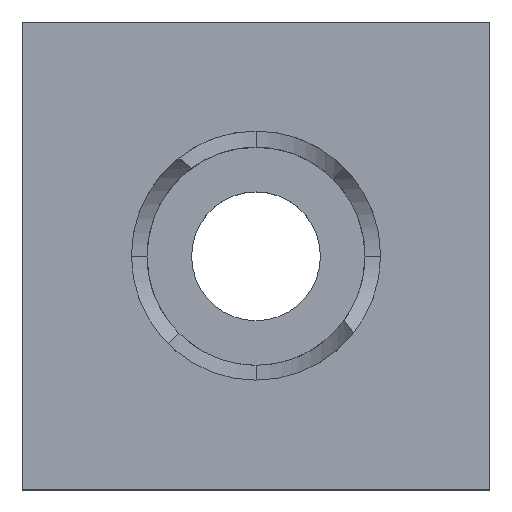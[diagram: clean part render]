
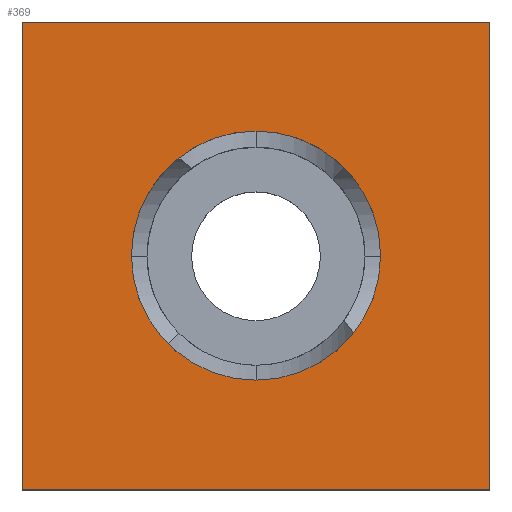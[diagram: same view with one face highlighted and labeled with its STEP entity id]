
A CAD part, top view. The second image highlights one B-rep face of the part: STEP entity #369.
In plain terms, the highlighted planar face has unit normal (0, 0, 1).
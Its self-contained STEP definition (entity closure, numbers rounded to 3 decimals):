
#12 = EDGE_CURVE ( 'NONE', #146, #887, #676, .T. ) ;
#20 = VERTEX_POINT ( 'NONE', #837 ) ;
#23 = ORIENTED_EDGE ( 'NONE', *, *, #96, .F. ) ;
#33 = FACE_OUTER_BOUND ( 'NONE', #1029, .T. ) ;
#89 = AXIS2_PLACEMENT_3D ( 'NONE', #292, #212, #554 ) ;
#96 = EDGE_CURVE ( 'NONE', #146, #524, #381, .T. ) ;
#110 = DIRECTION ( 'NONE',  ( 0., 1., 0. ) ) ;
#112 = CARTESIAN_POINT ( 'NONE',  ( -22.5, -22.5, 45. ) ) ;
#132 = AXIS2_PLACEMENT_3D ( 'NONE', #232, #769, #675 ) ;
#146 = VERTEX_POINT ( 'NONE', #112 ) ;
#150 = PLANE ( 'NONE',  #132 ) ;
#188 = CIRCLE ( 'NONE', #711, 12. ) ;
#208 = EDGE_CURVE ( 'NONE', #20, #524, #377, .T. ) ;
#212 = DIRECTION ( 'NONE',  ( 0., 0., 1. ) ) ;
#232 = CARTESIAN_POINT ( 'NONE',  ( 0., 0., 45. ) ) ;
#247 = CARTESIAN_POINT ( 'NONE',  ( 0., 22.5, 45. ) ) ;
#292 = CARTESIAN_POINT ( 'NONE',  ( 0., 0., 45. ) ) ;
#356 = DIRECTION ( 'NONE',  ( 0., 1., 0. ) ) ;
#369 = ADVANCED_FACE ( 'NONE', ( #811, #33 ), #150, .F. ) ;
#377 = LINE ( 'NONE', #247, #687 ) ;
#381 = LINE ( 'NONE', #881, #581 ) ;
#401 = DIRECTION ( 'NONE',  ( 1., 0., 0. ) ) ;
#437 = ORIENTED_EDGE ( 'NONE', *, *, #633, .T. ) ;
#449 = VECTOR ( 'NONE', #401, 1000. ) ;
#460 = LINE ( 'NONE', #710, #605 ) ;
#462 = VERTEX_POINT ( 'NONE', #758 ) ;
#469 = ORIENTED_EDGE ( 'NONE', *, *, #1025, .F. ) ;
#500 = EDGE_LOOP ( 'NONE', ( #829, #469 ) ) ;
#517 = VERTEX_POINT ( 'NONE', #693 ) ;
#524 = VERTEX_POINT ( 'NONE', #879 ) ;
#554 = DIRECTION ( 'NONE',  ( 1., 0., 0. ) ) ;
#564 = DIRECTION ( 'NONE',  ( 1., 0., 0. ) ) ;
#573 = DIRECTION ( 'NONE',  ( 0., 0., 1. ) ) ;
#581 = VECTOR ( 'NONE', #356, 1000. ) ;
#605 = VECTOR ( 'NONE', #110, 1000. ) ;
#633 = EDGE_CURVE ( 'NONE', #887, #20, #460, .T. ) ;
#675 = DIRECTION ( 'NONE',  ( -1., 0., 0. ) ) ;
#676 = LINE ( 'NONE', #922, #449 ) ;
#687 = VECTOR ( 'NONE', #955, 1000. ) ;
#693 = CARTESIAN_POINT ( 'NONE',  ( 12., 0., 45. ) ) ;
#700 = CIRCLE ( 'NONE', #89, 12. ) ;
#710 = CARTESIAN_POINT ( 'NONE',  ( 22.5, 0., 45. ) ) ;
#711 = AXIS2_PLACEMENT_3D ( 'NONE', #833, #573, #564 ) ;
#737 = EDGE_CURVE ( 'NONE', #517, #462, #700, .T. ) ;
#745 = ORIENTED_EDGE ( 'NONE', *, *, #208, .T. ) ;
#758 = CARTESIAN_POINT ( 'NONE',  ( -12., 0., 45. ) ) ;
#769 = DIRECTION ( 'NONE',  ( 0., 0., -1. ) ) ;
#811 = FACE_BOUND ( 'NONE', #500, .T. ) ;
#829 = ORIENTED_EDGE ( 'NONE', *, *, #737, .F. ) ;
#833 = CARTESIAN_POINT ( 'NONE',  ( 0., 0., 45. ) ) ;
#837 = CARTESIAN_POINT ( 'NONE',  ( 22.5, 22.5, 45. ) ) ;
#879 = CARTESIAN_POINT ( 'NONE',  ( -22.5, 22.5, 45. ) ) ;
#881 = CARTESIAN_POINT ( 'NONE',  ( -22.5, 0., 45. ) ) ;
#887 = VERTEX_POINT ( 'NONE', #925 ) ;
#922 = CARTESIAN_POINT ( 'NONE',  ( 0., -22.5, 45. ) ) ;
#925 = CARTESIAN_POINT ( 'NONE',  ( 22.5, -22.5, 45. ) ) ;
#955 = DIRECTION ( 'NONE',  ( -1., 0., 0. ) ) ;
#978 = ORIENTED_EDGE ( 'NONE', *, *, #12, .T. ) ;
#1025 = EDGE_CURVE ( 'NONE', #462, #517, #188, .T. ) ;
#1029 = EDGE_LOOP ( 'NONE', ( #745, #23, #978, #437 ) ) ;
